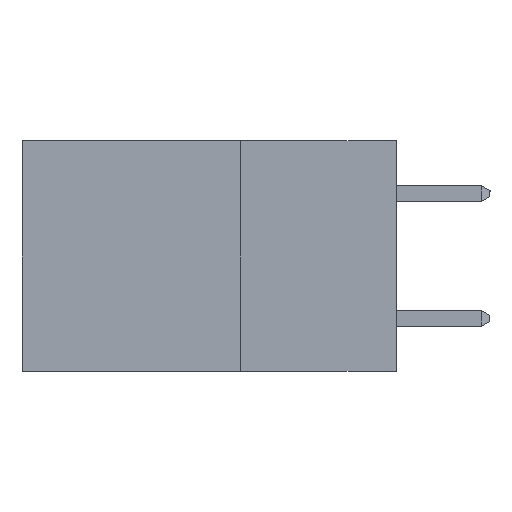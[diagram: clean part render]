
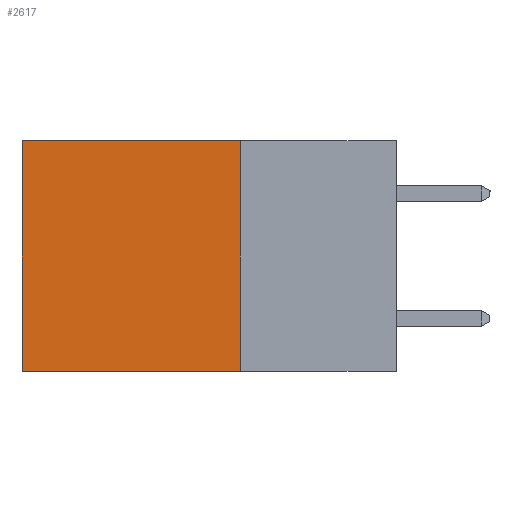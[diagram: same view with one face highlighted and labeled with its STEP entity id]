
A CAD part, left-side view. The second image highlights one B-rep face of the part: STEP entity #2617.
In plain terms, the highlighted planar face has unit normal (-1, 0, 0).
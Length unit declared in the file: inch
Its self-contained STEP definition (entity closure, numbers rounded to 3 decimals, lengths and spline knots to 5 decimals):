
#659 = EDGE_LOOP ( 'NONE', ( #3751, #4071, #11387, #1244 ) ) ;
#1244 = ORIENTED_EDGE ( 'NONE', *, *, #6330, .T. ) ;
#1467 = LINE ( 'NONE', #7098, #2265 ) ;
#1642 = EDGE_CURVE ( 'NONE', #1648, #5865, #11151, .T. ) ;
#1648 = VERTEX_POINT ( 'NONE', #9336 ) ;
#1764 = VECTOR ( 'NONE', #4614, 39.37008 ) ;
#1975 = PLANE ( 'NONE',  #7042 ) ;
#2097 = FACE_OUTER_BOUND ( 'NONE', #659, .T. ) ;
#2252 = CARTESIAN_POINT ( 'NONE',  ( 0.2615, 0.25, 0. ) ) ;
#2265 = VECTOR ( 'NONE', #6353, 39.37008 ) ;
#2379 = DIRECTION ( 'NONE',  ( 0., 1., 0. ) ) ;
#2617 = ADVANCED_FACE ( 'NONE', ( #2097 ), #1975, .F. ) ;
#3366 = EDGE_CURVE ( 'NONE', #5865, #4101, #1467, .T. ) ;
#3381 = CARTESIAN_POINT ( 'NONE',  ( 0.2615, 0.6, -0.37 ) ) ;
#3751 = ORIENTED_EDGE ( 'NONE', *, *, #11555, .T. ) ;
#4071 = ORIENTED_EDGE ( 'NONE', *, *, #3366, .F. ) ;
#4101 = VERTEX_POINT ( 'NONE', #5816 ) ;
#4614 = DIRECTION ( 'NONE',  ( 0., 0., -1. ) ) ;
#5816 = CARTESIAN_POINT ( 'NONE',  ( 0.2615, 0.6, -0.37 ) ) ;
#5865 = VERTEX_POINT ( 'NONE', #6420 ) ;
#5891 = CARTESIAN_POINT ( 'NONE',  ( 0.2615, 0.6, 0. ) ) ;
#6080 = DIRECTION ( 'NONE',  ( 0., 0., -1. ) ) ;
#6330 = EDGE_CURVE ( 'NONE', #1648, #9548, #7820, .T. ) ;
#6353 = DIRECTION ( 'NONE',  ( 0., 1., 0. ) ) ;
#6392 = CARTESIAN_POINT ( 'NONE',  ( 0.2615, 0.25, -0.37 ) ) ;
#6420 = CARTESIAN_POINT ( 'NONE',  ( 0.2615, 0.25, -0.37 ) ) ;
#6727 = DIRECTION ( 'NONE',  ( 1., 0., 0. ) ) ;
#7042 = AXIS2_PLACEMENT_3D ( 'NONE', #6392, #6727, #11979 ) ;
#7098 = CARTESIAN_POINT ( 'NONE',  ( 0.2615, 0.25, -0.37 ) ) ;
#7820 = LINE ( 'NONE', #2252, #11170 ) ;
#7955 = LINE ( 'NONE', #3381, #10077 ) ;
#9336 = CARTESIAN_POINT ( 'NONE',  ( 0.2615, 0.25, 0. ) ) ;
#9443 = CARTESIAN_POINT ( 'NONE',  ( 0.2615, 0.25, -0.37 ) ) ;
#9548 = VERTEX_POINT ( 'NONE', #5891 ) ;
#10077 = VECTOR ( 'NONE', #6080, 39.37008 ) ;
#11151 = LINE ( 'NONE', #9443, #1764 ) ;
#11170 = VECTOR ( 'NONE', #2379, 39.37008 ) ;
#11387 = ORIENTED_EDGE ( 'NONE', *, *, #1642, .F. ) ;
#11555 = EDGE_CURVE ( 'NONE', #9548, #4101, #7955, .T. ) ;
#11979 = DIRECTION ( 'NONE',  ( 0., 0., -1. ) ) ;
